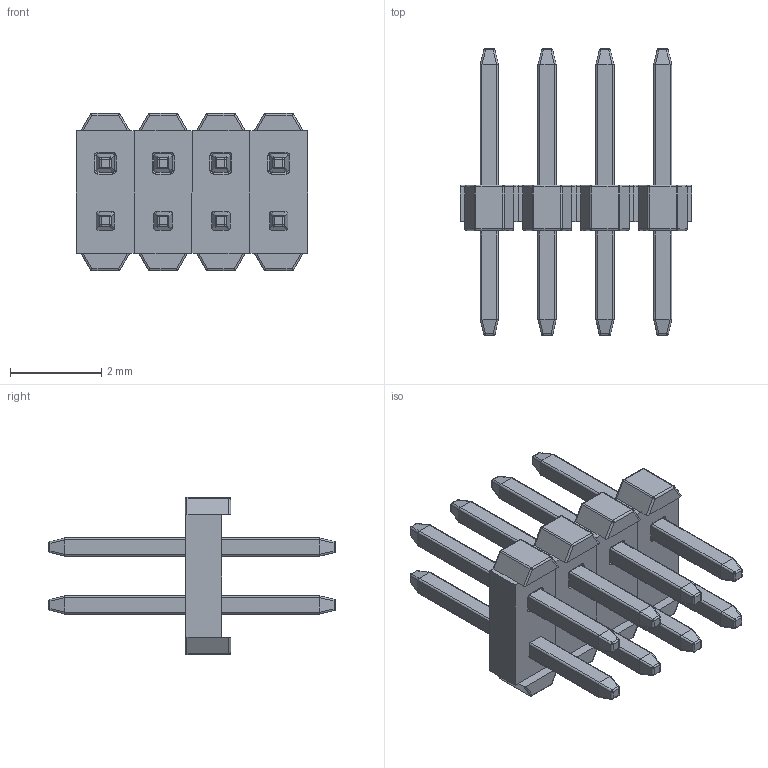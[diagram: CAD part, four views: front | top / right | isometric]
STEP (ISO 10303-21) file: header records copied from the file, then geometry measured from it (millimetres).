
FILE_DESCRIPTION (( 'STEP AP214' ), '1' );
FILE_NAME ('HPH2 A 08 UA.STEP', '2019-04-09T15:32:13', ( '' ), ( '' ), 'SwSTEP 2.0', 'SolidWorks 2014', '' );
FILE_SCHEMA (( 'AUTOMOTIVE_DESIGN' ));
Length unit declared in the file: millimetre
Products named in the file (1): HPH2 A 08 UA
Bounding box: 5.08 x 6.3 x 3.45 mm (x, y, z)
Volume: 20.2 mm3; surface area: 150.2 mm2
Topology: 20 solids, 20 shells, 728 faces, 1776 edges, 992 vertices
Faces by surface type: cylinder 336, plane 264, sphere 96, torus 32
Entity records: 20417 total; most frequent: CARTESIAN_POINT 4073, DIRECTION 3442, ORIENTED_EDGE 3360, EDGE_CURVE 1680, AXIS2_PLACEMENT_3D 1257, VERTEX_POINT 992, LINE 928, VECTOR 928
